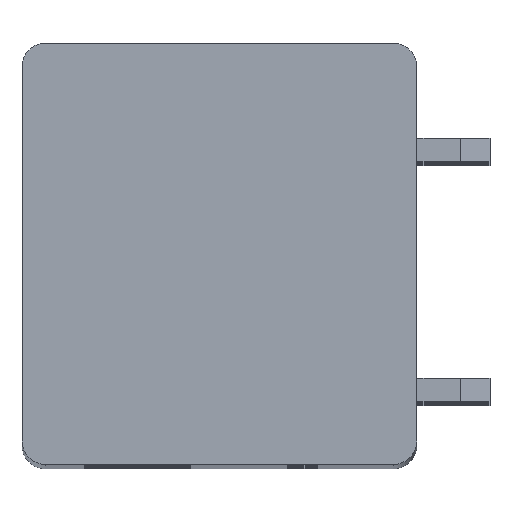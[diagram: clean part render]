
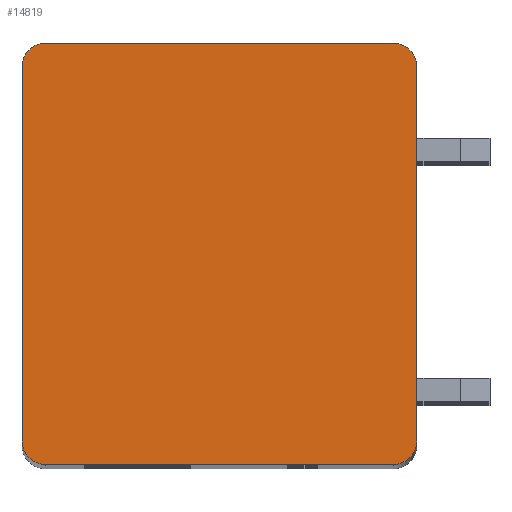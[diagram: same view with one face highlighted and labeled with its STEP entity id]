
A CAD part, top view. The second image highlights one B-rep face of the part: STEP entity #14819.
In plain terms, the highlighted planar face has unit normal (0, 0, 1).
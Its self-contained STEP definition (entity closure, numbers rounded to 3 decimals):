
#2278=CARTESIAN_POINT('',(-5.95,6.4,2.5));
#2279=DIRECTION('',(0.,0.,1.));
#2280=DIRECTION('',(0.,1.,0.));
#2281=AXIS2_PLACEMENT_3D('',#2278,#2279,#2280);
#2283=DIRECTION('',(-1.,0.,0.));
#2284=VECTOR('',#2283,11.9);
#2285=CARTESIAN_POINT('',(5.95,7.2,2.5));
#2286=LINE('',#2285,#2284);
#2287=CARTESIAN_POINT('',(5.95,6.4,2.5));
#2288=DIRECTION('',(0.,0.,1.));
#2289=DIRECTION('',(1.,0.,0.));
#2290=AXIS2_PLACEMENT_3D('',#2287,#2288,#2289);
#2292=DIRECTION('',(0.,1.,0.));
#2293=VECTOR('',#2292,12.8);
#2294=CARTESIAN_POINT('',(6.75,-6.4,2.5));
#2295=LINE('',#2294,#2293);
#2296=CARTESIAN_POINT('',(5.95,-6.4,2.5));
#2297=DIRECTION('',(0.,0.,1.));
#2298=DIRECTION('',(0.,-1.,0.));
#2299=AXIS2_PLACEMENT_3D('',#2296,#2297,#2298);
#2301=DIRECTION('',(1.,0.,0.));
#2302=VECTOR('',#2301,11.9);
#2303=CARTESIAN_POINT('',(-5.95,-7.2,2.5));
#2304=LINE('',#2303,#2302);
#2305=CARTESIAN_POINT('',(-5.95,-6.4,2.5));
#2306=DIRECTION('',(0.,0.,1.));
#2307=DIRECTION('',(-1.,0.,0.));
#2308=AXIS2_PLACEMENT_3D('',#2305,#2306,#2307);
#2310=DIRECTION('',(0.,-1.,0.));
#2311=VECTOR('',#2310,12.8);
#2312=CARTESIAN_POINT('',(-6.75,6.4,2.5));
#2313=LINE('',#2312,#2311);
#10716=CARTESIAN_POINT('',(-5.95,7.2,2.5));
#10717=VERTEX_POINT('',#10716);
#10718=CARTESIAN_POINT('',(-6.75,6.4,2.5));
#10719=VERTEX_POINT('',#10718);
#10724=CARTESIAN_POINT('',(6.75,6.4,2.5));
#10725=VERTEX_POINT('',#10724);
#10726=CARTESIAN_POINT('',(5.95,7.2,2.5));
#10727=VERTEX_POINT('',#10726);
#10732=CARTESIAN_POINT('',(-6.75,-6.4,2.5));
#10733=VERTEX_POINT('',#10732);
#10734=CARTESIAN_POINT('',(-5.95,-7.2,2.5));
#10735=VERTEX_POINT('',#10734);
#10740=CARTESIAN_POINT('',(5.95,-7.2,2.5));
#10741=VERTEX_POINT('',#10740);
#10742=CARTESIAN_POINT('',(6.75,-6.4,2.5));
#10743=VERTEX_POINT('',#10742);
#14804=CARTESIAN_POINT('',(0.,0.,2.5));
#14805=DIRECTION('',(0.,0.,1.));
#14806=DIRECTION('',(1.,0.,0.));
#14807=AXIS2_PLACEMENT_3D('',#14804,#14805,#14806);
#14808=PLANE('',#14807);
#14809=ORIENTED_EDGE('',*,*,#13476,.F.);
#14810=ORIENTED_EDGE('',*,*,#13492,.F.);
#14811=ORIENTED_EDGE('',*,*,#13913,.F.);
#14812=ORIENTED_EDGE('',*,*,#13928,.F.);
#14813=ORIENTED_EDGE('',*,*,#14281,.F.);
#14814=ORIENTED_EDGE('',*,*,#14294,.F.);
#14815=ORIENTED_EDGE('',*,*,#14785,.F.);
#14816=ORIENTED_EDGE('',*,*,#14797,.F.);
#14817=EDGE_LOOP('',(#14809,#14810,#14811,#14812,#14813,#14814,#14815,#14816));
#14818=FACE_OUTER_BOUND('',#14817,.F.);
#2282=CIRCLE('',#2281,0.8);
#2291=CIRCLE('',#2290,0.8);
#2300=CIRCLE('',#2299,0.8);
#2309=CIRCLE('',#2308,0.8);
#13476=EDGE_CURVE('',#10717,#10719,#2282,.T.);
#13492=EDGE_CURVE('',#10727,#10717,#2286,.T.);
#13913=EDGE_CURVE('',#10725,#10727,#2291,.T.);
#13928=EDGE_CURVE('',#10743,#10725,#2295,.T.);
#14281=EDGE_CURVE('',#10741,#10743,#2300,.T.);
#14294=EDGE_CURVE('',#10735,#10741,#2304,.T.);
#14785=EDGE_CURVE('',#10733,#10735,#2309,.T.);
#14797=EDGE_CURVE('',#10719,#10733,#2313,.T.);
#14819=ADVANCED_FACE('',(#14818),#14808,.T.);
